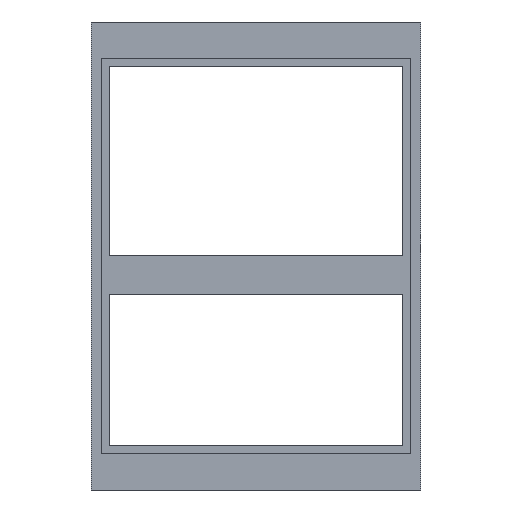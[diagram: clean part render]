
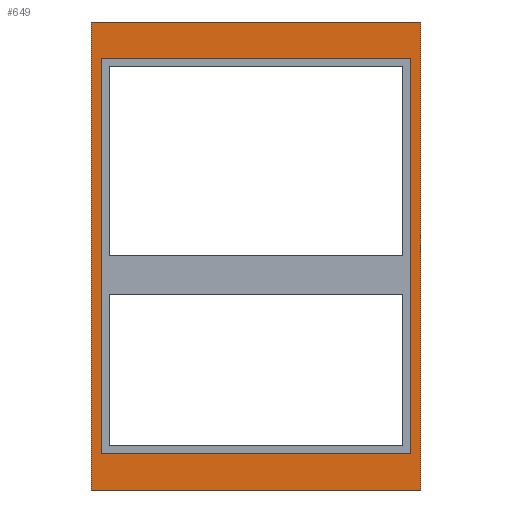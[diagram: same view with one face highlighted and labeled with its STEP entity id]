
A CAD part, front view. The second image highlights one B-rep face of the part: STEP entity #649.
In plain terms, the highlighted planar face has unit normal (0, -1, 0).
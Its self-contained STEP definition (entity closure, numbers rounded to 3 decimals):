
#635=AXIS2_PLACEMENT_3D('Plane Axis2P3D',#632,#633,#634) ;
#333=CARTESIAN_POINT('Vertex',(80.,138.,-142.3)) ;
#336=CARTESIAN_POINT('Line Origine',(15.,138.,-142.3)) ;
#340=CARTESIAN_POINT('Vertex',(-50.,138.,-142.3)) ;
#375=CARTESIAN_POINT('Vertex',(-50.,138.,42.5)) ;
#378=CARTESIAN_POINT('Line Origine',(15.,138.,42.5)) ;
#382=CARTESIAN_POINT('Vertex',(80.,138.,42.5)) ;
#455=CARTESIAN_POINT('Line Origine',(-50.,138.,-49.9)) ;
#472=CARTESIAN_POINT('Line Origine',(80.,138.,-49.9)) ;
#545=CARTESIAN_POINT('Vertex',(-46.,138.,-128.)) ;
#548=CARTESIAN_POINT('Line Origine',(15.,138.,-128.)) ;
#552=CARTESIAN_POINT('Vertex',(76.,138.,-128.)) ;
#576=CARTESIAN_POINT('Vertex',(76.,138.,28.)) ;
#579=CARTESIAN_POINT('Line Origine',(15.,138.,28.)) ;
#583=CARTESIAN_POINT('Vertex',(-46.,138.,28.)) ;
#603=CARTESIAN_POINT('Line Origine',(-46.,138.,-50.)) ;
#620=CARTESIAN_POINT('Line Origine',(76.,138.,-50.)) ;
#632=CARTESIAN_POINT('Axis2P3D Location',(0.,138.,42.5)) ;
#337=DIRECTION('Vector Direction',(1.,0.,0.)) ;
#379=DIRECTION('Vector Direction',(1.,0.,0.)) ;
#456=DIRECTION('Vector Direction',(0.,0.,1.)) ;
#473=DIRECTION('Vector Direction',(0.,0.,-1.)) ;
#549=DIRECTION('Vector Direction',(1.,0.,0.)) ;
#580=DIRECTION('Vector Direction',(1.,0.,0.)) ;
#604=DIRECTION('Vector Direction',(0.,0.,-1.)) ;
#621=DIRECTION('Vector Direction',(0.,0.,-1.)) ;
#633=DIRECTION('Axis2P3D Direction',(0.,-1.,0.)) ;
#634=DIRECTION('Axis2P3D XDirection',(0.,0.,-1.)) ;
#338=VECTOR('Line Direction',#337,1.) ;
#380=VECTOR('Line Direction',#379,1.) ;
#457=VECTOR('Line Direction',#456,1.) ;
#474=VECTOR('Line Direction',#473,1.) ;
#550=VECTOR('Line Direction',#549,1.) ;
#581=VECTOR('Line Direction',#580,1.) ;
#605=VECTOR('Line Direction',#604,1.) ;
#622=VECTOR('Line Direction',#621,1.) ;
#638=ORIENTED_EDGE('',*,*,#342,.T.) ;
#639=ORIENTED_EDGE('',*,*,#476,.F.) ;
#640=ORIENTED_EDGE('',*,*,#384,.F.) ;
#641=ORIENTED_EDGE('',*,*,#459,.T.) ;
#644=ORIENTED_EDGE('',*,*,#624,.T.) ;
#645=ORIENTED_EDGE('',*,*,#554,.F.) ;
#646=ORIENTED_EDGE('',*,*,#607,.F.) ;
#647=ORIENTED_EDGE('',*,*,#585,.T.) ;
#648=FACE_BOUND('',#643,.T.) ;
#649=ADVANCED_FACE('Mostrina',(#642,#648),#636,.T.) ;
#342=EDGE_CURVE('',#341,#334,#339,.T.) ;
#384=EDGE_CURVE('',#376,#383,#381,.T.) ;
#459=EDGE_CURVE('',#376,#341,#458,.F.) ;
#476=EDGE_CURVE('',#383,#334,#475,.T.) ;
#554=EDGE_CURVE('',#546,#553,#551,.T.) ;
#585=EDGE_CURVE('',#584,#577,#582,.T.) ;
#607=EDGE_CURVE('',#584,#546,#606,.T.) ;
#624=EDGE_CURVE('',#577,#553,#623,.T.) ;
#637=EDGE_LOOP('',(#638,#639,#640,#641)) ;
#643=EDGE_LOOP('',(#644,#645,#646,#647)) ;
#642=FACE_OUTER_BOUND('',#637,.T.) ;
#339=LINE('Line',#336,#338) ;
#381=LINE('Line',#378,#380) ;
#458=LINE('Line',#455,#457) ;
#475=LINE('Line',#472,#474) ;
#551=LINE('Line',#548,#550) ;
#582=LINE('Line',#579,#581) ;
#606=LINE('Line',#603,#605) ;
#623=LINE('Line',#620,#622) ;
#636=PLANE('',#635) ;
#334=VERTEX_POINT('',#333) ;
#341=VERTEX_POINT('',#340) ;
#376=VERTEX_POINT('',#375) ;
#383=VERTEX_POINT('',#382) ;
#546=VERTEX_POINT('',#545) ;
#553=VERTEX_POINT('',#552) ;
#577=VERTEX_POINT('',#576) ;
#584=VERTEX_POINT('',#583) ;
